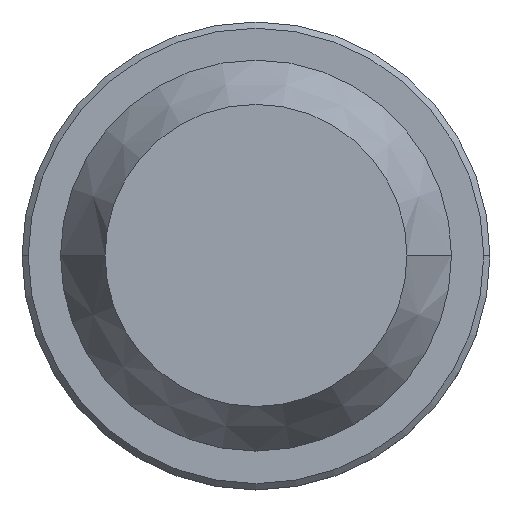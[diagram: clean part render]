
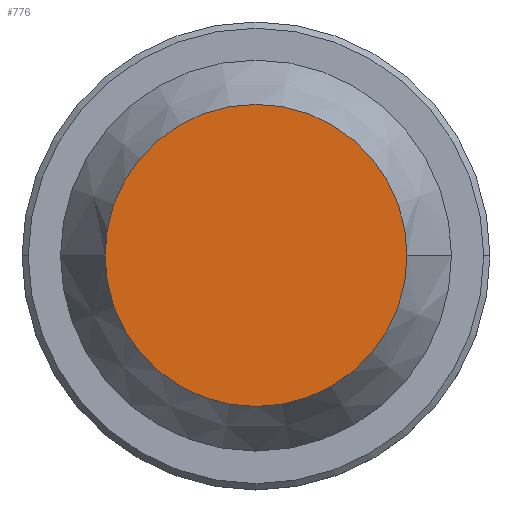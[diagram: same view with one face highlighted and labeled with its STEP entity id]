
A CAD part, top view. The second image highlights one B-rep face of the part: STEP entity #776.
In plain terms, the highlighted planar face has unit normal (0, 0, 1).
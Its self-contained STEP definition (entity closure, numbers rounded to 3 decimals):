
#12 = VERTEX_POINT ( 'NONE', #361 ) ;
#130 = AXIS2_PLACEMENT_3D ( 'NONE', #542, #151, #831 ) ;
#149 = EDGE_CURVE ( 'NONE', #615, #12, #636, .T. ) ;
#151 = DIRECTION ( 'NONE',  ( 0., 0., -1. ) ) ;
#361 = CARTESIAN_POINT ( 'NONE',  ( 7.264, 0., 0. ) ) ;
#363 = DIRECTION ( 'NONE',  ( 0., 0., 1. ) ) ;
#438 = CIRCLE ( 'NONE', #754, 7.264 ) ;
#501 = EDGE_LOOP ( 'NONE', ( #551, #652 ) ) ;
#542 = CARTESIAN_POINT ( 'NONE',  ( 0., 7.264, 0. ) ) ;
#551 = ORIENTED_EDGE ( 'NONE', *, *, #149, .T. ) ;
#565 = CARTESIAN_POINT ( 'NONE',  ( -7.264, 0., 0. ) ) ;
#615 = VERTEX_POINT ( 'NONE', #565 ) ;
#636 = CIRCLE ( 'NONE', #810, 7.264 ) ;
#645 = PLANE ( 'NONE',  #130 ) ;
#652 = ORIENTED_EDGE ( 'NONE', *, *, #842, .T. ) ;
#754 = AXIS2_PLACEMENT_3D ( 'NONE', #924, #363, #1032 ) ;
#769 = FACE_OUTER_BOUND ( 'NONE', #501, .T. ) ;
#776 = ADVANCED_FACE ( 'NONE', ( #769 ), #645, .F. ) ;
#810 = AXIS2_PLACEMENT_3D ( 'NONE', #1167, #878, #1170 ) ;
#831 = DIRECTION ( 'NONE',  ( -1., 0., 0. ) ) ;
#842 = EDGE_CURVE ( 'NONE', #12, #615, #438, .T. ) ;
#878 = DIRECTION ( 'NONE',  ( 0., 0., 1. ) ) ;
#924 = CARTESIAN_POINT ( 'NONE',  ( 0., 0., 0. ) ) ;
#1032 = DIRECTION ( 'NONE',  ( 1., 0., 0. ) ) ;
#1167 = CARTESIAN_POINT ( 'NONE',  ( 0., 0., 0. ) ) ;
#1170 = DIRECTION ( 'NONE',  ( 1., 0., 0. ) ) ;
